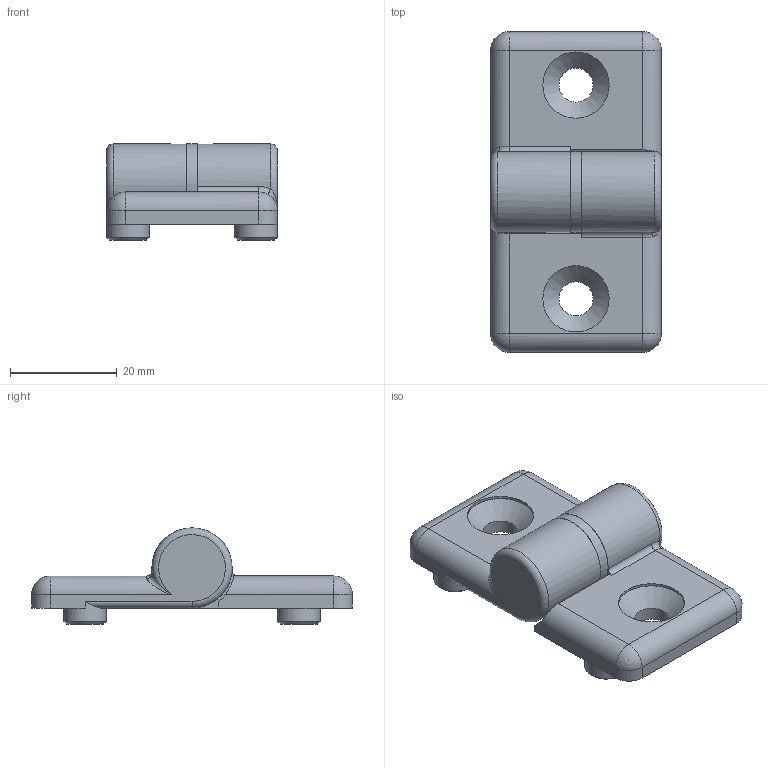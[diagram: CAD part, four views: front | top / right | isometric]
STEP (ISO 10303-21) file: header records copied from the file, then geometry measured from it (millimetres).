
FILE_DESCRIPTION((''),'2;1');
FILE_NAME('SZ0770S_A.stp','2013-08-27T10:35:42',('janine behrens'),(''),'Autodesk Inventor 2012','Autodesk Inventor 2012','');
FILE_SCHEMA(('AUTOMOTIVE_DESIGN { 1 0 10303 214 1 1 1 1 }'));
Length unit declared in the file: millimetre
Products named in the file (4): SZ0770S_A; MK8400110-A; DK0007060187_A; ME2107082_A2
Assembly tree (4 placements, depth 2):
  SZ0770S_A
    MK8400110-A  x2
    DK0007060187_A
    ME2107082_A2
Bounding box: 32 x 60 x 18 mm (x, y, z)
Volume: 13597 mm3; surface area: 7883.5 mm2
Topology: 4 solids, 4 shells, 84 faces, 188 edges, 114 vertices
Faces by surface type: cylinder 35, plane 29, cone 8, sphere 6, bspline 4, torus 2
Full cylindrical faces by diameter (mm): 5 x4, 5.95 x2, 6 x1, 6.4 x2, 8 x4, 12.4 x2, 15 x1
Entity records: 1381 total; most frequent: CARTESIAN_POINT 318, DIRECTION 219, ORIENTED_EDGE 158, AXIS2_PLACEMENT_3D 95, EDGE_CURVE 79, EDGE_LOOP 69, VERTEX_POINT 56, FACE_OUTER_BOUND 47
